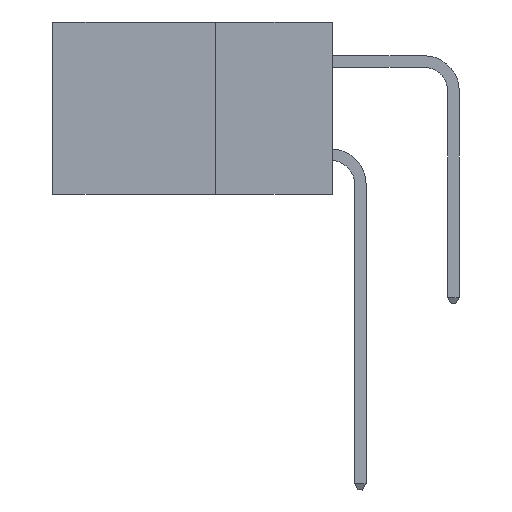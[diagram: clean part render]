
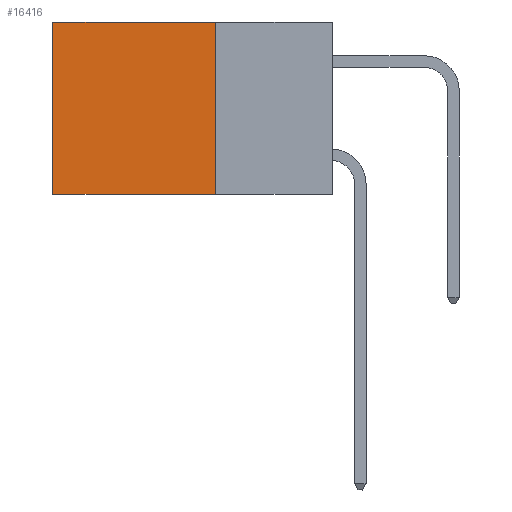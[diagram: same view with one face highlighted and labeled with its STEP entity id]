
A CAD part, left-side view. The second image highlights one B-rep face of the part: STEP entity #16416.
In plain terms, the highlighted planar face has unit normal (-1, 0, 0).
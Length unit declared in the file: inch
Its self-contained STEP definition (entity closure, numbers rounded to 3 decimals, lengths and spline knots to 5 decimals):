
#220 = ORIENTED_EDGE ( 'NONE', *, *, #5076, .F. ) ;
#803 = EDGE_CURVE ( 'NONE', #16924, #13890, #17061, .T. ) ;
#1717 = LINE ( 'NONE', #9598, #5905 ) ;
#3646 = AXIS2_PLACEMENT_3D ( 'NONE', #5389, #15009, #5748 ) ;
#3861 = CARTESIAN_POINT ( 'NONE',  ( 0.298, 0.25, -0.37 ) ) ;
#5076 = EDGE_CURVE ( 'NONE', #19243, #16924, #19080, .T. ) ;
#5389 = CARTESIAN_POINT ( 'NONE',  ( 0.298, 0.25, 0. ) ) ;
#5748 = DIRECTION ( 'NONE',  ( 0., 0., -1. ) ) ;
#5811 = ORIENTED_EDGE ( 'NONE', *, *, #803, .F. ) ;
#5905 = VECTOR ( 'NONE', #11139, 39.37008 ) ;
#6216 = CARTESIAN_POINT ( 'NONE',  ( 0.298, 0.25, -0.37 ) ) ;
#6371 = CARTESIAN_POINT ( 'NONE',  ( 0.298, 0.25, 0. ) ) ;
#6808 = VECTOR ( 'NONE', #11753, 39.37008 ) ;
#7518 = CARTESIAN_POINT ( 'NONE',  ( 0.298, 0.25, 0. ) ) ;
#7527 = EDGE_CURVE ( 'NONE', #19243, #15382, #19219, .T. ) ;
#8942 = EDGE_CURVE ( 'NONE', #15382, #13890, #1717, .T. ) ;
#9091 = EDGE_LOOP ( 'NONE', ( #9875, #5811, #220, #12296 ) ) ;
#9598 = CARTESIAN_POINT ( 'NONE',  ( 0.298, 0.6, 0. ) ) ;
#9875 = ORIENTED_EDGE ( 'NONE', *, *, #8942, .T. ) ;
#11139 = DIRECTION ( 'NONE',  ( 0., 0., -1. ) ) ;
#11753 = DIRECTION ( 'NONE',  ( 0., 0., -1. ) ) ;
#12296 = ORIENTED_EDGE ( 'NONE', *, *, #7527, .T. ) ;
#12467 = CARTESIAN_POINT ( 'NONE',  ( 0.298, 0.6, -0.37 ) ) ;
#12888 = CARTESIAN_POINT ( 'NONE',  ( 0.298, 0.25, 0. ) ) ;
#12988 = VECTOR ( 'NONE', #14489, 39.37008 ) ;
#13461 = PLANE ( 'NONE',  #3646 ) ;
#13686 = DIRECTION ( 'NONE',  ( 0., 1., 0. ) ) ;
#13890 = VERTEX_POINT ( 'NONE', #12467 ) ;
#14489 = DIRECTION ( 'NONE',  ( 0., 1., 0. ) ) ;
#14657 = VECTOR ( 'NONE', #13686, 39.37008 ) ;
#15009 = DIRECTION ( 'NONE',  ( 1., 0., 0. ) ) ;
#15382 = VERTEX_POINT ( 'NONE', #16836 ) ;
#16366 = FACE_OUTER_BOUND ( 'NONE', #9091, .T. ) ;
#16416 = ADVANCED_FACE ( 'NONE', ( #16366 ), #13461, .F. ) ;
#16836 = CARTESIAN_POINT ( 'NONE',  ( 0.298, 0.6, 0. ) ) ;
#16924 = VERTEX_POINT ( 'NONE', #3861 ) ;
#17061 = LINE ( 'NONE', #6216, #12988 ) ;
#19080 = LINE ( 'NONE', #6371, #6808 ) ;
#19219 = LINE ( 'NONE', #7518, #14657 ) ;
#19243 = VERTEX_POINT ( 'NONE', #12888 ) ;
